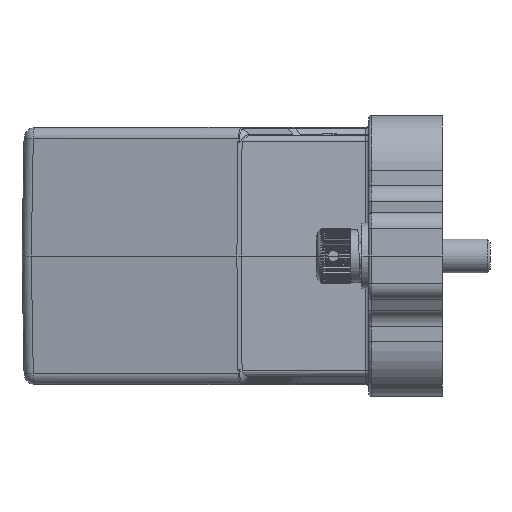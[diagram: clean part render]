
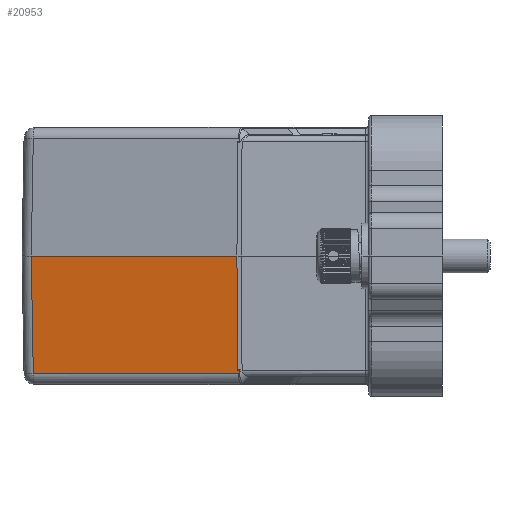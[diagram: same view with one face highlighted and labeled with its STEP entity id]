
A CAD part, left-side view. The second image highlights one B-rep face of the part: STEP entity #20953.
In plain terms, the highlighted planar face has unit normal (-0.985, 0.174, -0.018).
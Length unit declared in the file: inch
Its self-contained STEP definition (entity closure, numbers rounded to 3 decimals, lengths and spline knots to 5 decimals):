
#2289=CARTESIAN_POINT('',(-1.1657,1.22935,
-0.82815));
#2290=CARTESIAN_POINT('',(-1.16584,1.22871,
-0.82653));
#2291=CARTESIAN_POINT('',(-1.16609,1.2276,
-0.82339));
#2292=CARTESIAN_POINT('',(-1.16638,1.22639,
-0.81899));
#2293=CARTESIAN_POINT('',(-1.16658,1.22569,
-0.81488));
#2294=CARTESIAN_POINT('',(-1.16666,1.22561,
-0.8111));
#2295=CARTESIAN_POINT('',(-1.16659,1.22631,
-0.80776));
#2296=CARTESIAN_POINT('',(-1.16636,1.22787,
-0.80518));
#2297=CARTESIAN_POINT('',(-1.16599,1.23019,
-0.80344));
#2298=CARTESIAN_POINT('',(-1.16545,1.23331,
-0.80247));
#2299=CARTESIAN_POINT('',(-1.16482,1.23694,
-0.80229));
#2300=CARTESIAN_POINT('',(-1.16435,1.23957,
-0.80257));
#2301=CARTESIAN_POINT('',(-1.1641,1.24095,
-0.8028));
#2303=DIRECTION('',(-0.174,-0.985,0.));
#2304=VECTOR('',#2303,1.46937);
#2305=CARTESIAN_POINT('',(-0.91054,2.67639,
-0.82815));
#2306=LINE('',#2305,#2304);
#2307=DIRECTION('',(-0.015,0.017,1.));
#2308=VECTOR('',#2307,0.82836);
#2309=CARTESIAN_POINT('',(-0.91054,2.67639,
-0.82815));
#2310=LINE('',#2309,#2308);
#2367=DIRECTION('',(-0.017,0.002,1.));
#2368=VECTOR('',#2367,0.80293);
#2369=CARTESIAN_POINT('',(-1.1641,1.24095,
-0.8028));
#2370=LINE('',#2369,#2368);
#2410=DIRECTION('',(-0.174,-0.985,0.));
#2411=VECTOR('',#2410,1.47102);
#2412=CARTESIAN_POINT('',(-0.92267,2.69085,0.));
#2413=LINE('',#2412,#2411);
#15436=CARTESIAN_POINT('',(-0.92267,2.69085,0.));
#15438=VERTEX_POINT('',#15436);
#15440=CARTESIAN_POINT('',(-0.91054,2.67639,
-0.82815));
#15441=VERTEX_POINT('',#15440);
#15648=CARTESIAN_POINT('',(-1.17811,1.24218,0.));
#15649=VERTEX_POINT('',#15648);
#15872=VERTEX_POINT('',#2289);
#15873=VERTEX_POINT('',#2301);
#20937=CARTESIAN_POINT('',(-0.9112,2.75591,0.));
#20938=DIRECTION('',(-0.985,0.174,-0.017));
#20939=DIRECTION('',(-0.174,-0.985,0.));
#20940=AXIS2_PLACEMENT_3D('',#20937,#20938,#20939);
#20941=PLANE('',#20940);
#20943=ORIENTED_EDGE('',*,*,#20942,.F.);
#20945=ORIENTED_EDGE('',*,*,#20944,.F.);
#20946=ORIENTED_EDGE('',*,*,#20928,.T.);
#20948=ORIENTED_EDGE('',*,*,#20947,.T.);
#20950=ORIENTED_EDGE('',*,*,#20949,.F.);
#20951=EDGE_LOOP('',(#20943,#20945,#20946,#20948,#20950));
#20952=FACE_OUTER_BOUND('',#20951,.F.);
#20953=ADVANCED_FACE('',(#20952),#20941,.T.);
#2302=B_SPLINE_CURVE_WITH_KNOTS('',3,(#2289,#2290,#2291,#2292,#2293,#2294,#2295,
#2296,#2297,#2298,#2299,#2300,#2301),.UNSPECIFIED.,.F.,.F.,(4,1,1,1,1,1,1,1,1,1,
4),(0.,0.1,0.2,0.3,0.4,0.5,0.6,0.7,0.8,0.9,1.),
.UNSPECIFIED.);
#20928=EDGE_CURVE('',#15441,#15438,#2310,.T.);
#20942=EDGE_CURVE('',#15872,#15873,#2302,.T.);
#20944=EDGE_CURVE('',#15441,#15872,#2306,.T.);
#20947=EDGE_CURVE('',#15438,#15649,#2413,.T.);
#20949=EDGE_CURVE('',#15873,#15649,#2370,.T.);
